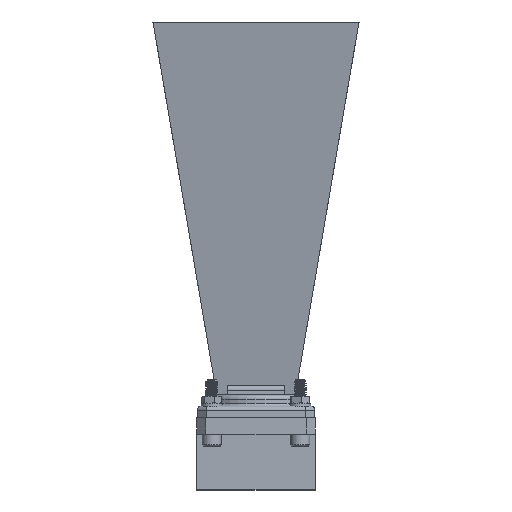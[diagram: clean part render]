
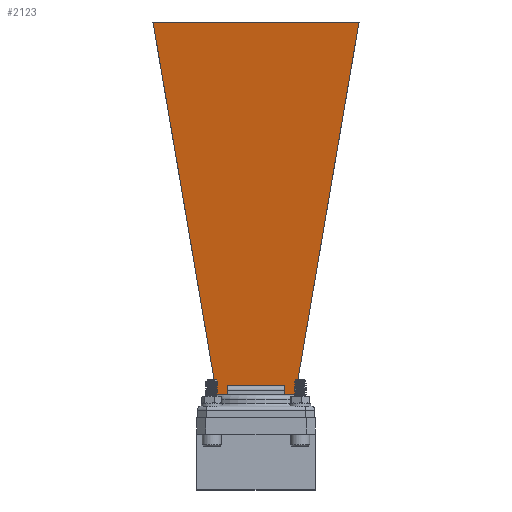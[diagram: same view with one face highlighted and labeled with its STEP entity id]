
A CAD part, front view. The second image highlights one B-rep face of the part: STEP entity #2123.
In plain terms, the highlighted face is planar.
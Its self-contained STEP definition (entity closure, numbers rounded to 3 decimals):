
#16 = CARTESIAN_POINT ( 'NONE',  ( 7.945, -6.675, 13.804 ) ) ;
#119 = VECTOR ( 'NONE', #4280, 1000. ) ;
#189 = DIRECTION ( 'NONE',  ( -0.989, 0.149, 0. ) ) ;
#418 = EDGE_CURVE ( 'NONE', #1179, #3198, #1981, .T. ) ;
#419 = PLANE ( 'NONE',  #10454 ) ;
#693 = VECTOR ( 'NONE', #7176, 1000. ) ;
#860 = EDGE_CURVE ( 'NONE', #2896, #7683, #9709, .T. ) ;
#915 = CARTESIAN_POINT ( 'NONE',  ( -0.807, -5.358, 10.16 ) ) ;
#939 = CARTESIAN_POINT ( 'NONE',  ( 138.465, -26.324, -36.081 ) ) ;
#1045 = CARTESIAN_POINT ( 'NONE',  ( 7.945, -6.675, -10.16 ) ) ;
#1125 = DIRECTION ( 'NONE',  ( 0.149, 0.989, 0. ) ) ;
#1179 = VERTEX_POINT ( 'NONE', #5381 ) ;
#1419 = VECTOR ( 'NONE', #4932, 1000. ) ;
#1787 = CARTESIAN_POINT ( 'NONE',  ( 7.945, -6.675, 158.373 ) ) ;
#1799 = EDGE_CURVE ( 'NONE', #11081, #7517, #8540, .T. ) ;
#1804 = DIRECTION ( 'NONE',  ( 0., 0., -1. ) ) ;
#1981 = LINE ( 'NONE', #9062, #10660 ) ;
#2123 = ADVANCED_FACE ( 'NONE', ( #5696 ), #419, .F. ) ;
#2207 = VECTOR ( 'NONE', #2768, 1000. ) ;
#2455 = EDGE_CURVE ( 'NONE', #10305, #1179, #9131, .T. ) ;
#2480 = VERTEX_POINT ( 'NONE', #5652 ) ;
#2588 = VECTOR ( 'NONE', #4183, 1000. ) ;
#2714 = CARTESIAN_POINT ( 'NONE',  ( 11.164, -7.16, 10.16 ) ) ;
#2768 = DIRECTION ( 'NONE',  ( -0.989, 0.149, 0. ) ) ;
#2896 = VERTEX_POINT ( 'NONE', #7834 ) ;
#2926 = CARTESIAN_POINT ( 'NONE',  ( 138.465, -26.324, 158.373 ) ) ;
#3198 = VERTEX_POINT ( 'NONE', #1045 ) ;
#3390 = CARTESIAN_POINT ( 'NONE',  ( 138.465, -26.324, 158.373 ) ) ;
#3611 = ORIENTED_EDGE ( 'NONE', *, *, #5951, .T. ) ;
#4183 = DIRECTION ( 'NONE',  ( 0., 0., -1. ) ) ;
#4280 = DIRECTION ( 'NONE',  ( 0.975, -0.147, 0.166 ) ) ;
#4774 = ORIENTED_EDGE ( 'NONE', *, *, #418, .T. ) ;
#4932 = DIRECTION ( 'NONE',  ( 0.975, -0.147, -0.166 ) ) ;
#5204 = LINE ( 'NONE', #8580, #119 ) ;
#5243 = EDGE_CURVE ( 'NONE', #11081, #2896, #5204, .T. ) ;
#5381 = CARTESIAN_POINT ( 'NONE',  ( 11.164, -7.16, -10.16 ) ) ;
#5440 = LINE ( 'NONE', #1787, #693 ) ;
#5652 = CARTESIAN_POINT ( 'NONE',  ( 7.945, -6.675, -13.804 ) ) ;
#5696 = FACE_OUTER_BOUND ( 'NONE', #8116, .T. ) ;
#5740 = ORIENTED_EDGE ( 'NONE', *, *, #6793, .F. ) ;
#5951 = EDGE_CURVE ( 'NONE', #3198, #2480, #5440, .T. ) ;
#6349 = EDGE_CURVE ( 'NONE', #2480, #7683, #10231, .T. ) ;
#6573 = DIRECTION ( 'NONE',  ( 0., 0., -1. ) ) ;
#6793 = EDGE_CURVE ( 'NONE', #10305, #7517, #9790, .T. ) ;
#6928 = ORIENTED_EDGE ( 'NONE', *, *, #2455, .T. ) ;
#7176 = DIRECTION ( 'NONE',  ( 0., 0., -1. ) ) ;
#7443 = CARTESIAN_POINT ( 'NONE',  ( 11.164, -7.16, 10.16 ) ) ;
#7517 = VERTEX_POINT ( 'NONE', #11220 ) ;
#7546 = DIRECTION ( 'NONE',  ( -0.989, 0.149, 0. ) ) ;
#7677 = CARTESIAN_POINT ( 'NONE',  ( 7.945, -6.675, 158.373 ) ) ;
#7683 = VERTEX_POINT ( 'NONE', #939 ) ;
#7834 = CARTESIAN_POINT ( 'NONE',  ( 138.465, -26.324, 36.081 ) ) ;
#8116 = EDGE_LOOP ( 'NONE', ( #5740, #6928, #4774, #3611, #8741, #8130, #10216, #8618 ) ) ;
#8130 = ORIENTED_EDGE ( 'NONE', *, *, #860, .F. ) ;
#8540 = LINE ( 'NONE', #7677, #2588 ) ;
#8580 = CARTESIAN_POINT ( 'NONE',  ( 158.31, -29.312, 39.469 ) ) ;
#8587 = VECTOR ( 'NONE', #1804, 1000. ) ;
#8618 = ORIENTED_EDGE ( 'NONE', *, *, #1799, .T. ) ;
#8741 = ORIENTED_EDGE ( 'NONE', *, *, #6349, .T. ) ;
#9062 = CARTESIAN_POINT ( 'NONE',  ( -0.807, -5.358, -10.16 ) ) ;
#9131 = LINE ( 'NONE', #7443, #11177 ) ;
#9369 = CARTESIAN_POINT ( 'NONE',  ( 158.31, -29.312, -39.469 ) ) ;
#9709 = LINE ( 'NONE', #3390, #8587 ) ;
#9790 = LINE ( 'NONE', #915, #2207 ) ;
#10216 = ORIENTED_EDGE ( 'NONE', *, *, #5243, .F. ) ;
#10231 = LINE ( 'NONE', #9369, #1419 ) ;
#10305 = VERTEX_POINT ( 'NONE', #2714 ) ;
#10454 = AXIS2_PLACEMENT_3D ( 'NONE', #2926, #1125, #7546 ) ;
#10660 = VECTOR ( 'NONE', #189, 1000. ) ;
#11081 = VERTEX_POINT ( 'NONE', #16 ) ;
#11177 = VECTOR ( 'NONE', #6573, 1000. ) ;
#11220 = CARTESIAN_POINT ( 'NONE',  ( 7.945, -6.675, 10.16 ) ) ;
